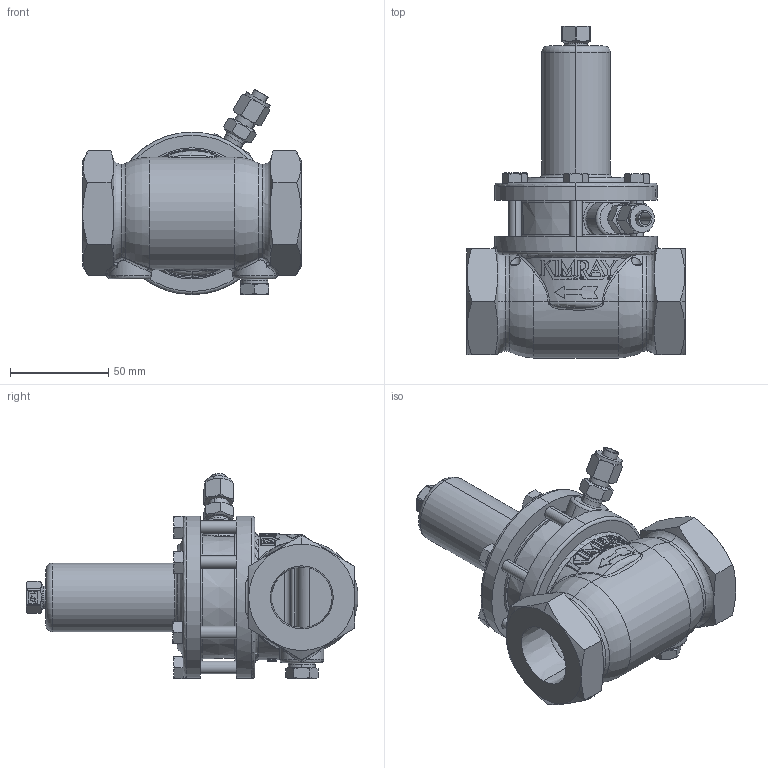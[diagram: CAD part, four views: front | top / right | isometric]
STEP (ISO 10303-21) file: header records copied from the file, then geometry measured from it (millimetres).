
FILE_DESCRIPTION (( 'STEP AP203' ), '1' );
FILE_NAME ('1 INCH 112 SMT 2DAB (EMB5).STEP', '2015-02-04T19:06:53', ( 'PCTech' ), ( 'Microsoft' ), 'SwSTEP 2.0', 'SolidWorks 2015', '' );
FILE_SCHEMA (( 'CONFIG_CONTROL_DESIGN' ));
Length unit declared in the file: inch
Products named in the file (1): 1 INCH 112 SMT 2DAB (EMB5)
Bounding box: 111.12 x 168.74 x 104.26 mm (x, y, z)
Volume: 435167.6 mm3; surface area: 76218.5 mm2
Topology: 2 solids, 2 shells, 1124 faces, 2863 edges, 1796 vertices
Faces by surface type: plane 499, bspline 211, cylinder 200, cone 108, torus 77, sphere 29
Entity records: 45394 total; most frequent: CARTESIAN_POINT 20450, ORIENTED_EDGE 5670, DIRECTION 4576, EDGE_CURVE 2835, AXIS2_PLACEMENT_3D 1800, VERTEX_POINT 1796, EDGE_LOOP 1207, FACE_OUTER_BOUND 1124
